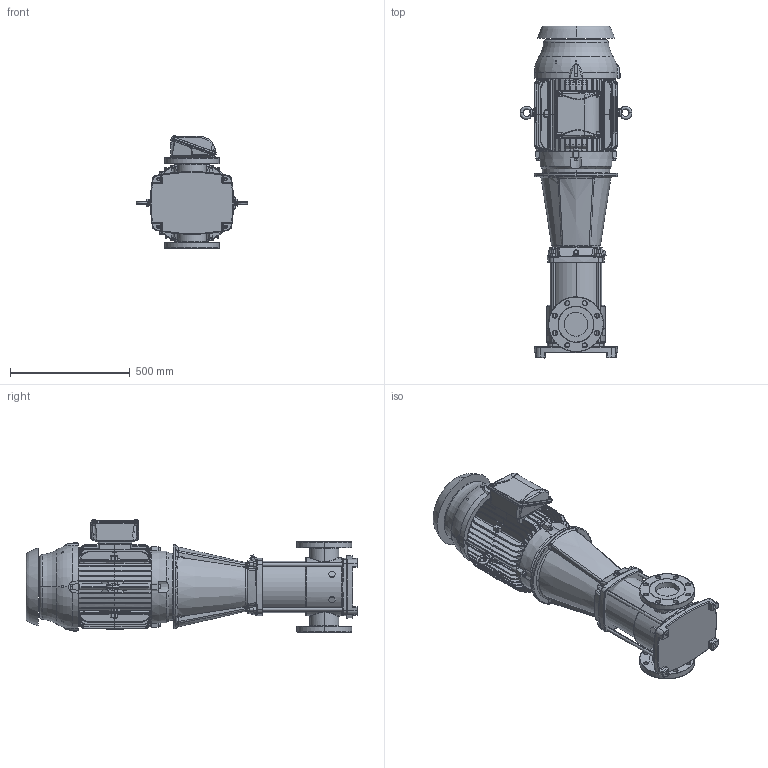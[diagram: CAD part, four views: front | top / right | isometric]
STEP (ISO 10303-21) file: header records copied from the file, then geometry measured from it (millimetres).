
FILE_DESCRIPTION (( 'STEP AP203' ), '1' );
FILE_NAME ('3303146 - MVI-450-2_2-25 HP-284TSC-304-E-230_460~3.step', '2022-03-30T20:13:27', ( '' ), ( '' ), 'SwSTEP 2.0', 'SolidWorks 2021', '' );
FILE_SCHEMA (( 'CONFIG_CONTROL_DESIGN' ));
Length unit declared in the file: inch
Products named in the file (5): 3303146 - MVI-450-2_2-25 HP-284TSC-304-E-230_460~3; MVI PEO - [304-EPDM]_3304146 - MVI-450-2_2-25 HP-284TSC-304-E-S; SBI(N)90-2-2; 2704070 - NEMA V2 25HP 284_6TSC 230_460~3 TEFC; TEFC MOTOR_2704070 - NEMA V2 25HP 284_6TSC 230_460~3 TEFC
Assembly tree (4 placements, depth 3):
  3303146 - MVI-450-2_2-25 HP-284TSC-304-E-230_460~3
    MVI PEO - [304-EPDM]_3304146 - MVI-450-2_2-25 HP-284TSC-304-E-S
      SBI(N)90-2-2
    TEFC MOTOR_2704070 - NEMA V2 25HP 284_6TSC 230_460~3 TEFC
      2704070 - NEMA V2 25HP 284_6TSC 230_460~3 TEFC
Bounding box: 465.92 x 1383.55 x 471.26 mm (x, y, z)
Volume: 90183797.1 mm3; surface area: 3725920.8 mm2
Topology: 27 solids, 36 shells, 3331 faces, 8402 edges, 5212 vertices
Faces by surface type: bspline 1086, plane 964, cylinder 944, cone 259, torus 55, sphere 23
Entity records: 174446 total; most frequent: CARTESIAN_POINT 103945, ORIENTED_EDGE 16712, DIRECTION 11994, EDGE_CURVE 8356, VERTEX_POINT 5208, AXIS2_PLACEMENT_3D 4817, EDGE_LOOP 3502, FACE_OUTER_BOUND 3331
